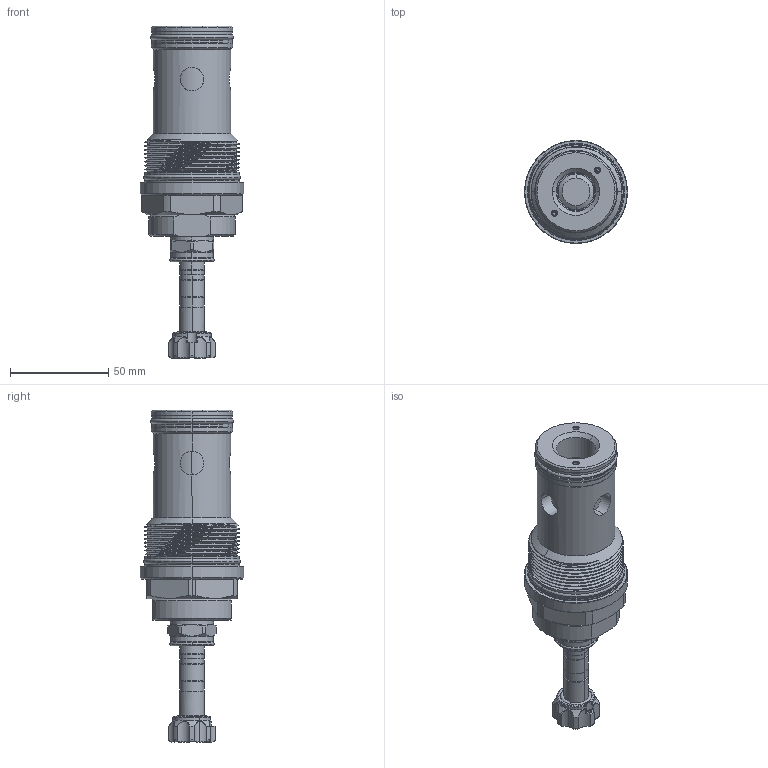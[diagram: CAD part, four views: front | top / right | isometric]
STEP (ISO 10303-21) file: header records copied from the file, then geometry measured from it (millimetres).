
FILE_DESCRIPTION (( 'STEP AP203' ), '1' );
FILE_NAME ('EP18A2A01N95.STEP', '2020-03-30T02:01:12', ( '' ), ( '' ), 'SwSTEP 2.0', 'SolidWorks 2018', '' );
FILE_SCHEMA (( 'CONFIG_CONTROL_DESIGN' ));
Length unit declared in the file: millimetre
Products named in the file (1): EP18A2A01N95
Bounding box: 52.37 x 52.37 x 168.6 mm (x, y, z)
Volume: 162763 mm3; surface area: 32601.2 mm2
Topology: 6 solids, 6 shells, 359 faces, 842 edges, 508 vertices
Faces by surface type: cylinder 161, cone 65, torus 47, plane 47, bspline 37, sphere 2
Entity records: 15476 total; most frequent: CARTESIAN_POINT 7487, ORIENTED_EDGE 1680, DIRECTION 1660, EDGE_CURVE 840, AXIS2_PLACEMENT_3D 709, VERTEX_POINT 508, CIRCLE 386, EDGE_LOOP 386
